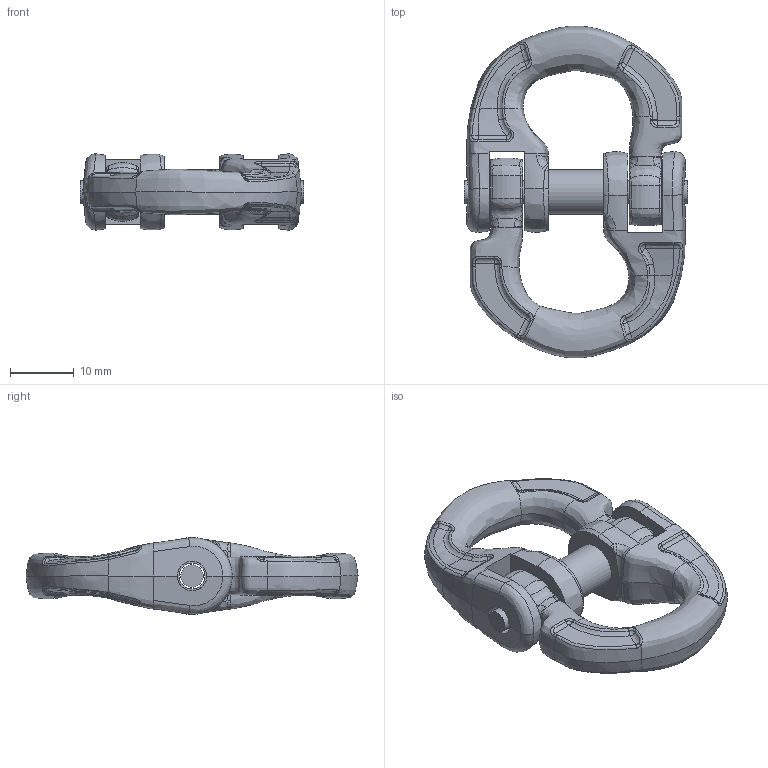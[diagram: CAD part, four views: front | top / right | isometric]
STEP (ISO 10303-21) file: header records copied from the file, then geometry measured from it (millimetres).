
FILE_DESCRIPTION(/* description */ (''),/* implementation_level */ '2;1');
FILE_NAME(/* name */ 'pewag_CW_5.stp',/* time_stamp */ '2024-01-22T10:56:02+01:00',/* author */ (''),/* organization */ (''),/* preprocessor_version */ 'ST-DEVELOPER v16',/* originating_system */ 'SIEMENS PLM Software NX 11.0',/* authorisation */ '');
FILE_SCHEMA (('AUTOMOTIVE_DESIGN { 1 0 10303 214 3 1 1 1 }'));
Length unit declared in the file: millimetre
Products named in the file (1): RSD3B78E4D7nhsn
Bounding box: 35 x 51.99 x 11.98 mm (x, y, z)
Volume: 6931.9 mm3; surface area: 5425.6 mm2
Topology: 4 solids, 4 shells, 383 faces, 959 edges, 569 vertices
Faces by surface type: bspline 254, cylinder 55, plane 38, sphere 28, torus 8
Full cylindrical faces by diameter (mm): 3.5 x1, 4 x1, 4.6 x6, 7 x1
Entity records: 43732 total; most frequent: CARTESIAN_POINT 36742, ORIENTED_EDGE 1860, EDGE_CURVE 930, DIRECTION 828, B_SPLINE_CURVE_WITH_KNOTS 612, VERTEX_POINT 562, EDGE_LOOP 404, ADVANCED_FACE 383
